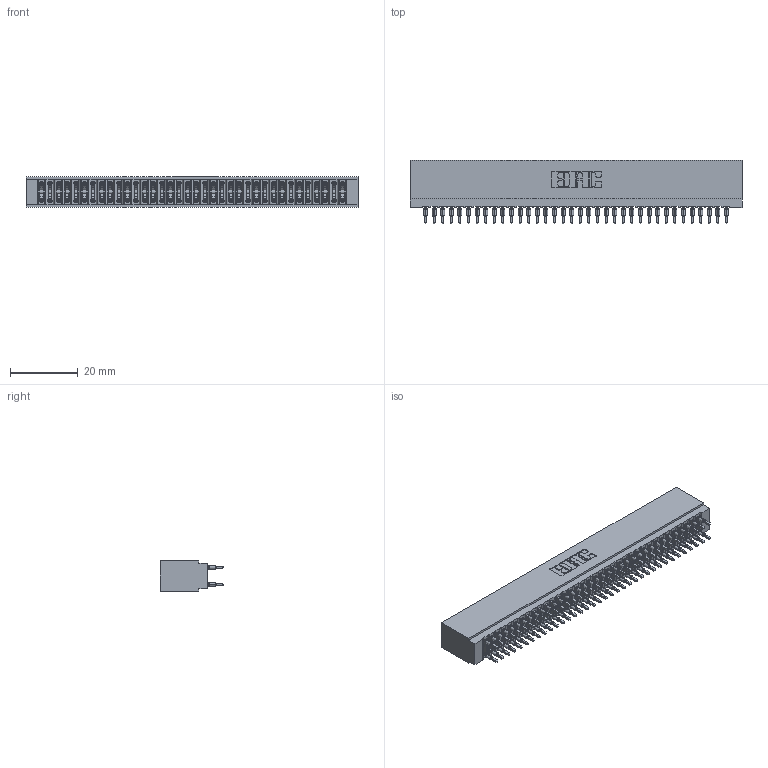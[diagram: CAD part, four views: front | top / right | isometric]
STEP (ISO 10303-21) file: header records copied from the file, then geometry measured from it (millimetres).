
FILE_DESCRIPTION (( 'STEP AP203' ), '1' );
FILE_NAME ('725-072-525-201.STEP', '2026-02-24T18:40:40', ( '' ), ( '' ), 'SwSTEP 2.0', 'SolidWorks 2023', '' );
FILE_SCHEMA (( 'CONFIG_CONTROL_DESIGN' ));
Length unit declared in the file: millimetre
Products named in the file (3): 725-072-525-201; 725 Part_Insulator Option - 01; 745-292-001_525
Assembly tree (73 placements, depth 2):
  725-072-525-201
    725 Part_Insulator Option - 01
    745-292-001_525  x72
Bounding box: 98.04 x 18.8 x 8.89 mm (x, y, z)
Volume: 7785.1 mm3; surface area: 16270.5 mm2
Topology: 73 solids, 73 shells, 6539 faces, 17570 edges, 11040 vertices
Faces by surface type: plane 3367, bspline 1440, cylinder 1300, torus 432
Entity records: 61390 total; most frequent: CARTESIAN_POINT 11151, ORIENTED_EDGE 10574, DIRECTION 9245, EDGE_CURVE 5287, LINE 4889, VECTOR 4889, VERTEX_POINT 3372, AXIS2_PLACEMENT_3D 2178
